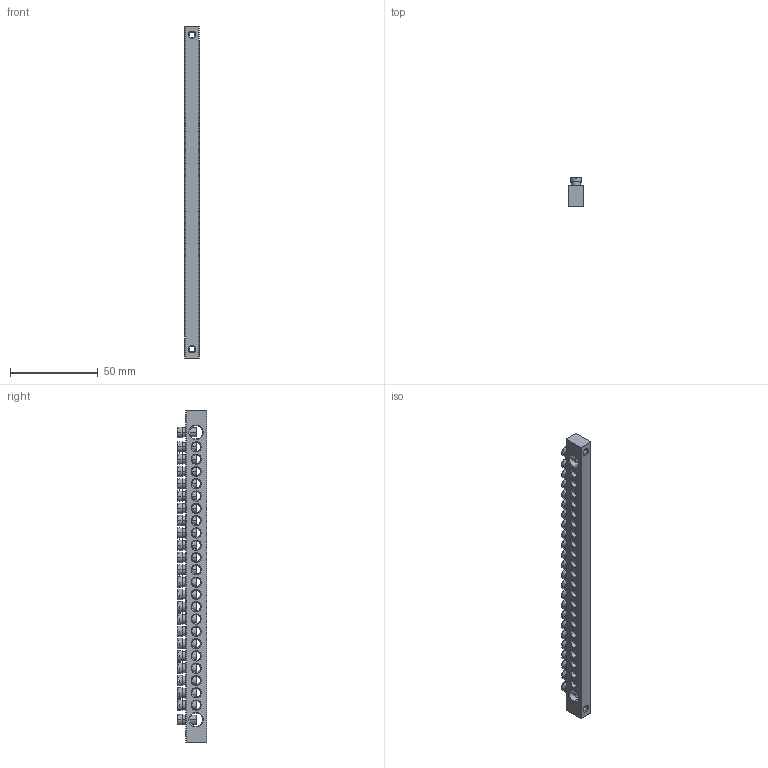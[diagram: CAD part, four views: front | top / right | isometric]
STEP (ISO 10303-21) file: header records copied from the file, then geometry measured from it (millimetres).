
FILE_DESCRIPTION (( 'STEP AP214' ), '1' );
FILE_NAME ('YNN21-24-100 Øèíà PEN çåìëÿ-íîëü 8õ12ìì 24_2 (24ãðóïïû_êðåï ïî êðàÿì) ÈÝÊ.STEP', '2016-08-24T13:30:26', ( 'user' ), ( '' ), 'SwSTEP 2.0', 'SolidWorks 2014', '' );
FILE_SCHEMA (( 'AUTOMOTIVE_DESIGN' ));
Length unit declared in the file: millimetre
Products named in the file (3): Âèíò_Œ5; Øèíà ÂõÍ n-2_8å12 24-2; YNN21-24-100 Øèíà PEN çåìëÿ-íîëü 8õ12ìì 24_2 (24ãðóïïû_êðåï ïî êðàÿì) ÈÝÊ
Assembly tree (25 placements, depth 2):
  YNN21-24-100 Øèíà PEN çåìëÿ-íîëü 8õ12ìì 24_2 (24ãðóïïû_êðåï ïî êðàÿì) ÈÝÊ
    Øèíà ÂõÍ n-2_8å12 24-2
    Âèíò_Œ5  x24
Bounding box: 8 x 16.7 x 189 mm (x, y, z)
Volume: 17668.7 mm3; surface area: 16173.6 mm2
Topology: 25 solids, 25 shells, 1218 faces, 3212 edges, 2068 vertices
Faces by surface type: plane 826, cone 196, cylinder 196
Entity records: 11204 total; most frequent: CARTESIAN_POINT 3045, DIRECTION 1648, ORIENTED_EDGE 1452, EDGE_CURVE 726, AXIS2_PLACEMENT_3D 662, VERTEX_POINT 435, EDGE_LOOP 401, CIRCLE 336
